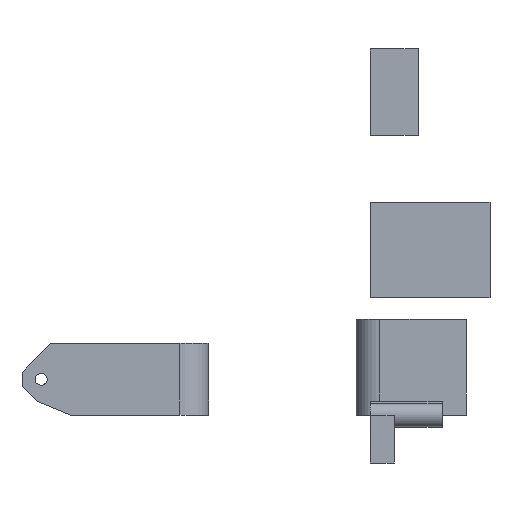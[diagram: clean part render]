
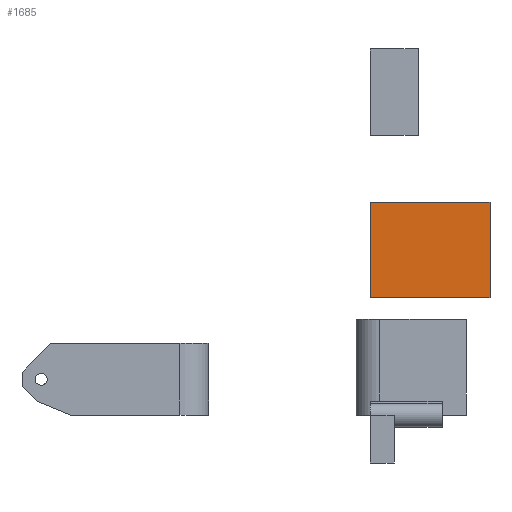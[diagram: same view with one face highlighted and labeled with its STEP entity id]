
A CAD part, front view. The second image highlights one B-rep face of the part: STEP entity #1685.
In plain terms, the highlighted planar face has unit normal (0, -1, 0).
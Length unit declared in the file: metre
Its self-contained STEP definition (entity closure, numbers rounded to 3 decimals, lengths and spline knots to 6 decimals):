
#252=ORIENTED_EDGE('',*,*,#651,.T.);
#253=ORIENTED_EDGE('',*,*,#652,.F.);
#254=ORIENTED_EDGE('',*,*,#653,.F.);
#255=ORIENTED_EDGE('',*,*,#649,.T.);
#649=EDGE_CURVE('',#862,#861,#1044,.T.);
#651=EDGE_CURVE('',#861,#863,#1046,.T.);
#652=EDGE_CURVE('',#864,#863,#1047,.T.);
#653=EDGE_CURVE('',#862,#864,#1048,.T.);
#861=VERTEX_POINT('',#2634);
#862=VERTEX_POINT('',#2636);
#863=VERTEX_POINT('',#2640);
#864=VERTEX_POINT('',#2642);
#1044=LINE('',#2635,#1241);
#1046=LINE('',#2639,#1243);
#1047=LINE('',#2641,#1244);
#1048=LINE('',#2643,#1245);
#1241=VECTOR('',#2134,1.);
#1243=VECTOR('',#2138,1.);
#1244=VECTOR('',#2139,1.);
#1245=VECTOR('',#2140,1.);
#1393=EDGE_LOOP('',(#252,#253,#254,#255));
#1502=FACE_BOUND('',#1393,.T.);
#1608=PLANE('',#1872);
#1685=ADVANCED_FACE('',(#1502),#1608,.F.);
#1872=AXIS2_PLACEMENT_3D('',#2638,#2136,#2137);
#2134=DIRECTION('',(-1.,0.,0.));
#2136=DIRECTION('',(0.,1.,0.));
#2137=DIRECTION('',(0.,0.,1.));
#2138=DIRECTION('',(0.,0.,-1.));
#2139=DIRECTION('',(-1.,0.,0.));
#2140=DIRECTION('',(0.,0.,-1.));
#2634=CARTESIAN_POINT('',(0.,-0.081321,0.044542));
#2635=CARTESIAN_POINT('',(0.025,-0.081321,0.044542));
#2636=CARTESIAN_POINT('',(0.025,-0.081321,0.044542));
#2638=CARTESIAN_POINT('',(0.025,-0.081321,0.034542));
#2639=CARTESIAN_POINT('',(0.,-0.081321,0.034542));
#2640=CARTESIAN_POINT('',(0.,-0.081321,0.024542));
#2641=CARTESIAN_POINT('',(0.025,-0.081321,0.024542));
#2642=CARTESIAN_POINT('',(0.025,-0.081321,0.024542));
#2643=CARTESIAN_POINT('',(0.025,-0.081321,0.034542));
